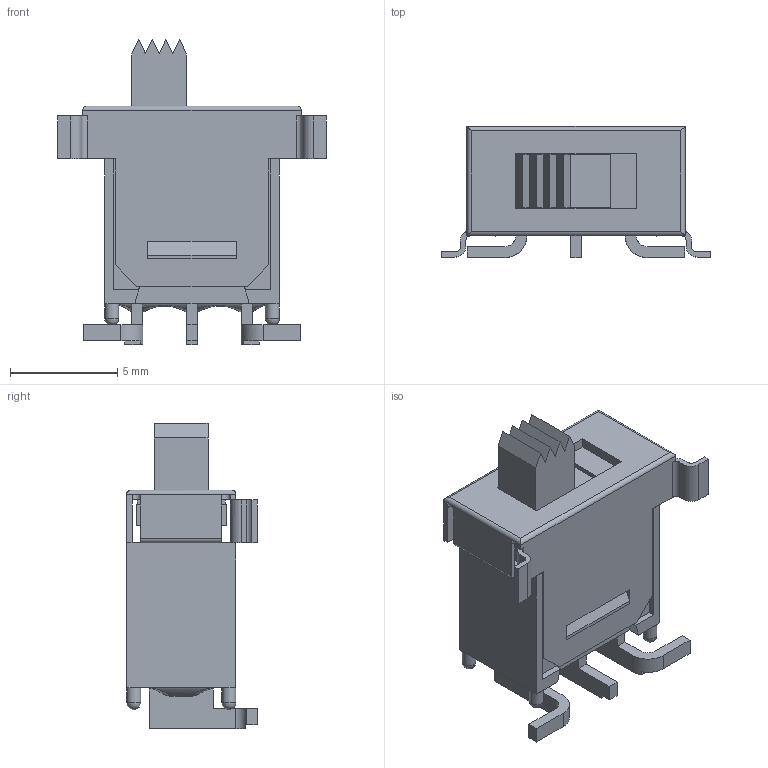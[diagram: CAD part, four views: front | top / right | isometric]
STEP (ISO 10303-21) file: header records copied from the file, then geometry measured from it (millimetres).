
FILE_DESCRIPTION((''),'2;1');
FILE_NAME('500ASSP1SM6xE.stp','2011-11-28T10:51:05',('blarson'),(''),'Autodesk Inventor 11','Autodesk Inventor 11','');
FILE_SCHEMA(('AUTOMOTIVE_DESIGN { 1 0 10303 214 1 1 1 1 }'));
Length unit declared in the file: millimetre
Products named in the file (6): T551309; BODY; M6; ACTUATOR; 500A BRACKET; PLATE 
Assembly tree (5 placements, depth 2):
  T551309
    BODY
    M6
    ACTUATOR
    500A BRACKET
    PLATE 
Bounding box: 12.5 x 6.08 x 14.2 mm (x, y, z)
Volume: 234.4 mm3; surface area: 1084.4 mm2
Topology: 5 solids, 5 shells, 221 faces, 611 edges, 398 vertices
Faces by surface type: plane 156, cylinder 31, bspline 30, sphere 4
Full cylindrical faces by diameter (mm): 0.65 x4
Entity records: 9736 total; most frequent: CARTESIAN_POINT 4102, ORIENTED_EDGE 1190, DIRECTION 1037, EDGE_CURVE 595, VECTOR 493, LINE 493, VERTEX_POINT 390, AXIS2_PLACEMENT_3D 272
